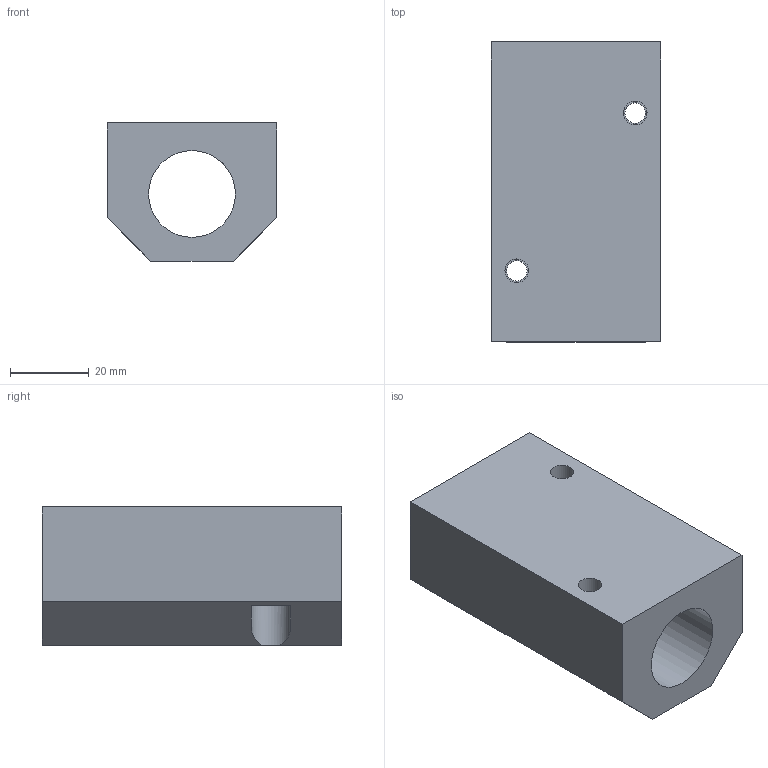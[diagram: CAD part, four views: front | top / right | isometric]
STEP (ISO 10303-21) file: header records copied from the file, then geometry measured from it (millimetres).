
FILE_DESCRIPTION( ( 'STEP AP214' ), '1' );
FILE_NAME( 'STG-12.stp', '2010-08-02T11:30:46', ( ' ' ), ( ' ' ), 'XStep 1.0', ' ', ' ' );
FILE_SCHEMA( ( 'CONFIG_CONTROL_DESIGN) ( )' ) );
Length unit declared in the file: metre
Products named in the file (1): 1
Bounding box: 43 x 76 x 35 mm (x, y, z)
Volume: 73719.8 mm3; surface area: 19412.6 mm2
Topology: 1 solids, 1 shells, 26 faces, 66 edges, 45 vertices
Faces by surface type: plane 17, cylinder 9
Full cylindrical faces by diameter (mm): 4 x1, 5.2 x2, 6 x2, 8 x1, 22 x1
Entity records: 1028 total; most frequent: CARTESIAN_POINT 182, DIRECTION 130, ORIENTED_EDGE 112, EDGE_CURVE 56, AXIS2_PLACEMENT_3D 48, EDGE_LOOP 44, VERTEX_POINT 42, LINE 34
